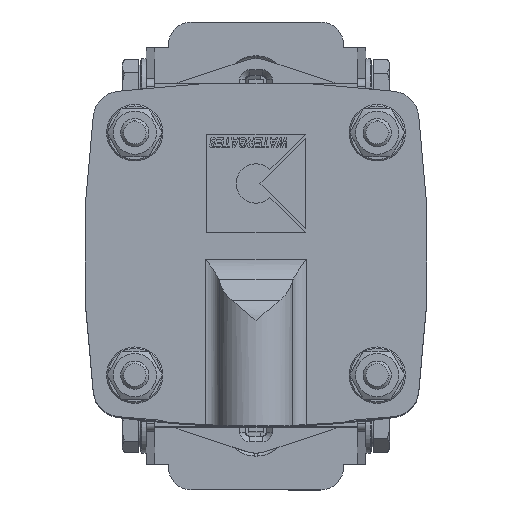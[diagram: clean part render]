
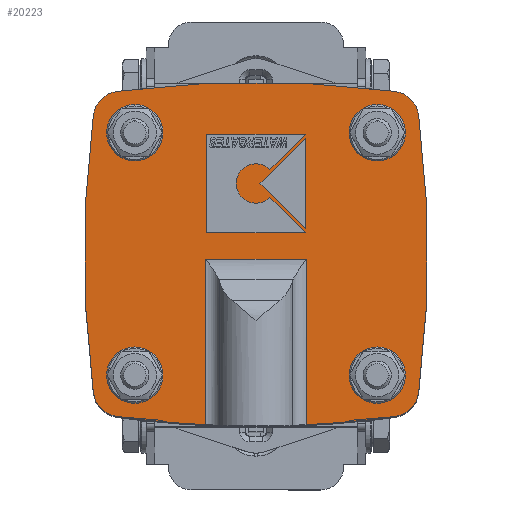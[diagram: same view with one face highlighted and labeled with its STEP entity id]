
A CAD part, top view. The second image highlights one B-rep face of the part: STEP entity #20223.
In plain terms, the highlighted planar face has unit normal (0, 0, 1).
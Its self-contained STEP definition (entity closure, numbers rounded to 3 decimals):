
#754=FACE_BOUND('',#7375,.T.);
#755=FACE_BOUND('',#7376,.T.);
#756=FACE_BOUND('',#7377,.T.);
#757=FACE_BOUND('',#7378,.T.);
#758=FACE_BOUND('',#7379,.T.);
#759=FACE_BOUND('',#7380,.T.);
#2662=LINE('',#36438,#4341);
#2665=LINE('',#36443,#4344);
#2666=LINE('',#36445,#4345);
#2668=LINE('',#36450,#4347);
#2672=LINE('',#36459,#4351);
#2673=LINE('',#36462,#4352);
#2675=LINE('',#36466,#4354);
#2677=LINE('',#36469,#4356);
#2678=LINE('',#36486,#4357);
#2679=LINE('',#36519,#4358);
#2686=LINE('',#36565,#4365);
#4341=VECTOR('',#26677,32.172);
#4344=VECTOR('',#26682,22.749);
#4345=VECTOR('',#26685,22.749);
#4347=VECTOR('',#26689,17.749);
#4351=VECTOR('',#26699,17.749);
#4352=VECTOR('',#26702,35.);
#4354=VECTOR('',#26706,35.);
#4356=VECTOR('',#26710,35.);
#4357=VECTOR('',#26717,58.711);
#4358=VECTOR('',#26724,58.711);
#4365=VECTOR('',#26769,35.623);
#5056=PLANE('',#22070);
#6099=FACE_OUTER_BOUND('',#7374,.T.);
#7374=EDGE_LOOP('',(#18413,#18414,#18415,#18416,#18417,#18418,#18419,#18420,
#18421,#18422,#18423,#18424));
#7375=EDGE_LOOP('',(#18425,#18426,#18427));
#7376=EDGE_LOOP('',(#18428,#18429,#18430,#18431,#18432,#18433));
#7377=EDGE_LOOP('',(#18434));
#7378=EDGE_LOOP('',(#18435));
#7379=EDGE_LOOP('',(#18436));
#7380=EDGE_LOOP('',(#18437));
#8144=CIRCLE('',#22039,7.);
#8149=CIRCLE('',#22057,5.5);
#8151=CIRCLE('',#22060,5.5);
#8153=CIRCLE('',#22063,5.5);
#8155=CIRCLE('',#22066,5.5);
#8156=CIRCLE('',#22071,368.5);
#8157=CIRCLE('',#22072,10.);
#8158=CIRCLE('',#22073,368.5);
#8159=CIRCLE('',#22074,10.);
#8160=CIRCLE('',#22075,368.5);
#8161=CIRCLE('',#22076,10.);
#8162=CIRCLE('',#22077,368.5);
#8163=CIRCLE('',#22078,10.);
#8164=CIRCLE('',#22079,368.5);
#10280=VERTEX_POINT('',#36435);
#10281=VERTEX_POINT('',#36437);
#10282=VERTEX_POINT('',#36441);
#10283=VERTEX_POINT('',#36447);
#10284=VERTEX_POINT('',#36449);
#10285=VERTEX_POINT('',#36453);
#10286=VERTEX_POINT('',#36457);
#10287=VERTEX_POINT('',#36461);
#10288=VERTEX_POINT('',#36465);
#10290=VERTEX_POINT('',#36474);
#10291=VERTEX_POINT('',#36485);
#10292=VERTEX_POINT('',#36508);
#10294=VERTEX_POINT('',#36518);
#10298=VERTEX_POINT('',#36541);
#10300=VERTEX_POINT('',#36547);
#10302=VERTEX_POINT('',#36553);
#10304=VERTEX_POINT('',#36559);
#10305=VERTEX_POINT('',#36569);
#10306=VERTEX_POINT('',#36571);
#10307=VERTEX_POINT('',#36573);
#10308=VERTEX_POINT('',#36575);
#10309=VERTEX_POINT('',#36577);
#10310=VERTEX_POINT('',#36579);
#10311=VERTEX_POINT('',#36581);
#10312=VERTEX_POINT('',#36583);
#13011=EDGE_CURVE('',#10281,#10280,#2662,.T.);
#13014=EDGE_CURVE('',#10280,#10282,#2665,.T.);
#13015=EDGE_CURVE('',#10282,#10281,#2666,.T.);
#13017=EDGE_CURVE('',#10284,#10283,#2668,.T.);
#13020=EDGE_CURVE('',#10283,#10285,#8144,.T.);
#13022=EDGE_CURVE('',#10285,#10286,#2672,.T.);
#13023=EDGE_CURVE('',#10287,#10284,#2673,.T.);
#13025=EDGE_CURVE('',#10288,#10287,#2675,.T.);
#13027=EDGE_CURVE('',#10286,#10288,#2677,.T.);
#13030=EDGE_CURVE('',#10290,#10291,#2678,.T.);
#13035=EDGE_CURVE('',#10292,#10294,#2679,.T.);
#13043=EDGE_CURVE('',#10298,#10298,#8149,.T.);
#13046=EDGE_CURVE('',#10300,#10300,#8151,.T.);
#13049=EDGE_CURVE('',#10302,#10302,#8153,.T.);
#13052=EDGE_CURVE('',#10304,#10304,#8155,.T.);
#13054=EDGE_CURVE('',#10291,#10292,#2686,.T.);
#13056=EDGE_CURVE('',#10305,#10290,#8156,.T.);
#13057=EDGE_CURVE('',#10306,#10305,#8157,.T.);
#13058=EDGE_CURVE('',#10307,#10306,#8158,.T.);
#13059=EDGE_CURVE('',#10308,#10307,#8159,.T.);
#13060=EDGE_CURVE('',#10309,#10308,#8160,.T.);
#13061=EDGE_CURVE('',#10310,#10309,#8161,.T.);
#13062=EDGE_CURVE('',#10311,#10310,#8162,.T.);
#13063=EDGE_CURVE('',#10312,#10311,#8163,.T.);
#13064=EDGE_CURVE('',#10294,#10312,#8164,.T.);
#18413=ORIENTED_EDGE('',*,*,#13030,.F.);
#18414=ORIENTED_EDGE('',*,*,#13056,.F.);
#18415=ORIENTED_EDGE('',*,*,#13057,.F.);
#18416=ORIENTED_EDGE('',*,*,#13058,.F.);
#18417=ORIENTED_EDGE('',*,*,#13059,.F.);
#18418=ORIENTED_EDGE('',*,*,#13060,.F.);
#18419=ORIENTED_EDGE('',*,*,#13061,.F.);
#18420=ORIENTED_EDGE('',*,*,#13062,.F.);
#18421=ORIENTED_EDGE('',*,*,#13063,.F.);
#18422=ORIENTED_EDGE('',*,*,#13064,.F.);
#18423=ORIENTED_EDGE('',*,*,#13035,.F.);
#18424=ORIENTED_EDGE('',*,*,#13054,.F.);
#18425=ORIENTED_EDGE('',*,*,#13011,.T.);
#18426=ORIENTED_EDGE('',*,*,#13014,.T.);
#18427=ORIENTED_EDGE('',*,*,#13015,.T.);
#18428=ORIENTED_EDGE('',*,*,#13017,.T.);
#18429=ORIENTED_EDGE('',*,*,#13020,.T.);
#18430=ORIENTED_EDGE('',*,*,#13022,.T.);
#18431=ORIENTED_EDGE('',*,*,#13027,.T.);
#18432=ORIENTED_EDGE('',*,*,#13025,.T.);
#18433=ORIENTED_EDGE('',*,*,#13023,.T.);
#18434=ORIENTED_EDGE('',*,*,#13043,.T.);
#18435=ORIENTED_EDGE('',*,*,#13046,.T.);
#18436=ORIENTED_EDGE('',*,*,#13049,.T.);
#18437=ORIENTED_EDGE('',*,*,#13052,.T.);
#20223=ADVANCED_FACE('',(#6099,#754,#755,#756,#757,#758,#759),#5056,.T.);
#22039=AXIS2_PLACEMENT_3D('',#36455,#26694,#26695);
#22057=AXIS2_PLACEMENT_3D('',#36543,#26741,#26742);
#22060=AXIS2_PLACEMENT_3D('',#36549,#26748,#26749);
#22063=AXIS2_PLACEMENT_3D('',#36555,#26755,#26756);
#22066=AXIS2_PLACEMENT_3D('',#36561,#26762,#26763);
#22070=AXIS2_PLACEMENT_3D('',#36568,#26773,#26774);
#22071=AXIS2_PLACEMENT_3D('',#36570,#26775,#26776);
#22072=AXIS2_PLACEMENT_3D('',#36572,#26777,#26778);
#22073=AXIS2_PLACEMENT_3D('',#36574,#26779,#26780);
#22074=AXIS2_PLACEMENT_3D('',#36576,#26781,#26782);
#22075=AXIS2_PLACEMENT_3D('',#36578,#26783,#26784);
#22076=AXIS2_PLACEMENT_3D('',#36580,#26785,#26786);
#22077=AXIS2_PLACEMENT_3D('',#36582,#26787,#26788);
#22078=AXIS2_PLACEMENT_3D('',#36584,#26789,#26790);
#22079=AXIS2_PLACEMENT_3D('',#36585,#26791,#26792);
#26677=DIRECTION('',(1.,0.,0.));
#26682=DIRECTION('',(-0.707,-0.707,0.));
#26685=DIRECTION('',(-0.707,0.707,0.));
#26689=DIRECTION('',(0.707,-0.707,0.));
#26694=DIRECTION('center_axis',(0.,0.,1.));
#26695=DIRECTION('ref_axis',(-0.707,0.707,0.));
#26699=DIRECTION('',(0.707,0.707,0.));
#26702=DIRECTION('',(0.,1.,0.));
#26706=DIRECTION('',(-1.,0.,0.));
#26710=DIRECTION('',(0.,-1.,0.));
#26717=DIRECTION('',(-1.,0.,0.));
#26724=DIRECTION('',(1.,0.,0.));
#26741=DIRECTION('center_axis',(0.,0.,-1.));
#26742=DIRECTION('ref_axis',(1.,0.,0.));
#26748=DIRECTION('center_axis',(0.,0.,-1.));
#26749=DIRECTION('ref_axis',(1.,0.,0.));
#26755=DIRECTION('center_axis',(0.,0.,-1.));
#26756=DIRECTION('ref_axis',(1.,0.,0.));
#26762=DIRECTION('center_axis',(0.,0.,-1.));
#26763=DIRECTION('ref_axis',(1.,0.,0.));
#26769=DIRECTION('',(0.,-1.,0.));
#26773=DIRECTION('center_axis',(0.,0.,1.));
#26774=DIRECTION('ref_axis',(1.,0.,0.));
#26775=DIRECTION('center_axis',(0.,0.,-1.));
#26776=DIRECTION('ref_axis',(0.991,-0.133,0.));
#26777=DIRECTION('center_axis',(0.,0.,-1.));
#26778=DIRECTION('ref_axis',(0.991,0.133,0.));
#26779=DIRECTION('center_axis',(0.,0.,-1.));
#26780=DIRECTION('ref_axis',(0.133,0.991,0.));
#26781=DIRECTION('center_axis',(0.,0.,-1.));
#26782=DIRECTION('ref_axis',(-0.133,0.991,0.));
#26783=DIRECTION('center_axis',(0.,0.,-1.));
#26784=DIRECTION('ref_axis',(-0.991,0.133,0.));
#26785=DIRECTION('center_axis',(0.,0.,-1.));
#26786=DIRECTION('ref_axis',(-0.991,-0.133,0.));
#26787=DIRECTION('center_axis',(0.,0.,-1.));
#26788=DIRECTION('ref_axis',(-0.133,-0.991,0.));
#26789=DIRECTION('center_axis',(0.,0.,-1.));
#26790=DIRECTION('ref_axis',(0.133,-0.991,0.));
#26791=DIRECTION('center_axis',(0.,0.,-1.));
#26792=DIRECTION('ref_axis',(0.991,-0.133,0.));
#36435=CARTESIAN_POINT('',(-8.914,17.5,15.));
#36437=CARTESIAN_POINT('',(-41.086,17.5,15.));
#36438=CARTESIAN_POINT('',(-41.086,17.5,15.));
#36441=CARTESIAN_POINT('',(-25.,1.414,15.));
#36443=CARTESIAN_POINT('',(-8.914,17.5,15.));
#36445=CARTESIAN_POINT('',(-25.,1.414,15.));
#36447=CARTESIAN_POINT('',(-29.95,4.95,15.));
#36449=CARTESIAN_POINT('',(-42.5,17.5,15.));
#36450=CARTESIAN_POINT('',(-42.5,17.5,15.));
#36453=CARTESIAN_POINT('',(-20.05,4.95,15.));
#36455=CARTESIAN_POINT('Origin',(-25.,0.,15.));
#36457=CARTESIAN_POINT('',(-7.5,17.5,15.));
#36459=CARTESIAN_POINT('',(-20.05,4.95,15.));
#36461=CARTESIAN_POINT('',(-42.5,-17.5,15.));
#36462=CARTESIAN_POINT('',(-42.5,-17.5,15.));
#36465=CARTESIAN_POINT('',(-7.5,-17.5,15.));
#36466=CARTESIAN_POINT('',(-7.5,-17.5,15.));
#36469=CARTESIAN_POINT('',(-7.5,17.5,15.));
#36474=CARTESIAN_POINT('',(60.569,17.812,15.));
#36485=CARTESIAN_POINT('',(1.858,17.812,15.));
#36486=CARTESIAN_POINT('',(60.569,17.812,15.));
#36508=CARTESIAN_POINT('',(1.858,-17.812,15.));
#36518=CARTESIAN_POINT('',(60.569,-17.812,15.));
#36519=CARTESIAN_POINT('',(1.858,-17.812,15.));
#36541=CARTESIAN_POINT('',(-48.5,-43.,15.));
#36543=CARTESIAN_POINT('Origin',(-43.,-43.,15.));
#36547=CARTESIAN_POINT('',(37.5,43.,15.));
#36549=CARTESIAN_POINT('Origin',(43.,43.,15.));
#36553=CARTESIAN_POINT('',(37.5,-43.,15.));
#36555=CARTESIAN_POINT('Origin',(43.,-43.,15.));
#36559=CARTESIAN_POINT('',(-48.5,43.,15.));
#36561=CARTESIAN_POINT('Origin',(-43.,43.,15.));
#36565=CARTESIAN_POINT('',(1.858,17.812,15.));
#36568=CARTESIAN_POINT('Origin',(0.,0.,15.));
#36569=CARTESIAN_POINT('',(57.71,49.132,15.));
#36570=CARTESIAN_POINT('Origin',(-307.5,0.,15.));
#36571=CARTESIAN_POINT('',(49.132,57.71,15.));
#36572=CARTESIAN_POINT('Origin',(47.799,47.799,15.));
#36573=CARTESIAN_POINT('',(-49.132,57.71,15.));
#36574=CARTESIAN_POINT('Origin',(0.,-307.5,15.));
#36575=CARTESIAN_POINT('',(-57.71,49.132,15.));
#36576=CARTESIAN_POINT('Origin',(-47.799,47.799,15.));
#36577=CARTESIAN_POINT('',(-57.71,-49.132,15.));
#36578=CARTESIAN_POINT('Origin',(307.5,0.,15.));
#36579=CARTESIAN_POINT('',(-49.132,-57.71,15.));
#36580=CARTESIAN_POINT('Origin',(-47.799,-47.799,15.));
#36581=CARTESIAN_POINT('',(49.132,-57.71,15.));
#36582=CARTESIAN_POINT('Origin',(0.,307.5,15.));
#36583=CARTESIAN_POINT('',(57.71,-49.132,15.));
#36584=CARTESIAN_POINT('Origin',(47.799,-47.799,15.));
#36585=CARTESIAN_POINT('Origin',(-307.5,0.,15.));
